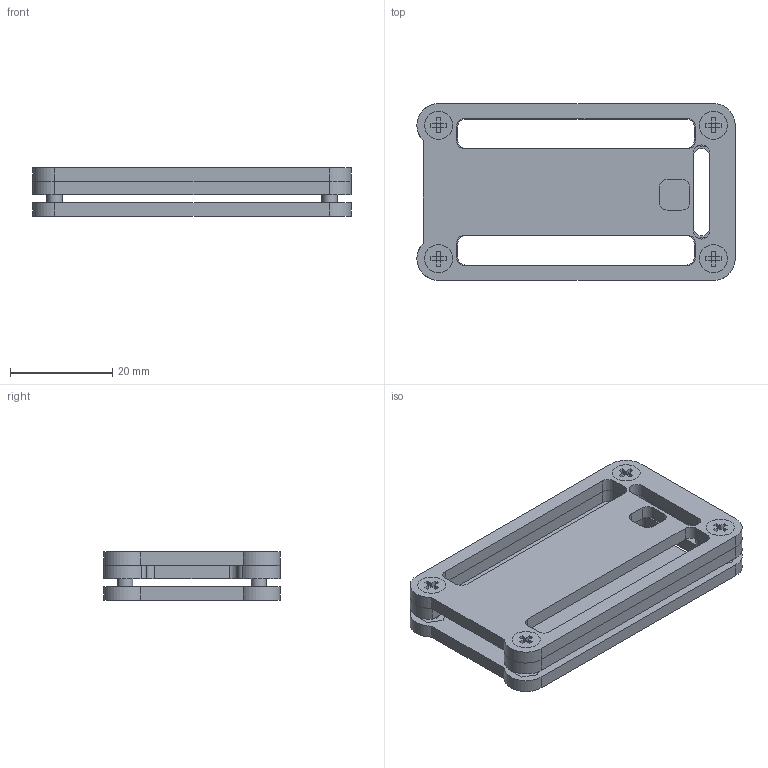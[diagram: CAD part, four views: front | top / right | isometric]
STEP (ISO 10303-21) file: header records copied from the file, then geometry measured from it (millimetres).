
FILE_DESCRIPTION(('FreeCAD Model'),'2;1');
FILE_NAME('case.step', '2020-07-26T23:30:47',('Author'),(''), 'Open CASCADE STEP processor 7.3','FreeCAD','Unknown');
FILE_SCHEMA(('AUTOMOTIVE_DESIGN { 1 0 10303 214 1 1 1 1 }'));
Length unit declared in the file: millimetre
Products named in the file (11): Screw0; Nut0; Screw1; TopPanel; Nut1; Nut2; MiddlePanel; Screw2; Screw3; Nut3; BottomPanel
Bounding box: 62.28 x 34.61 x 9.46 mm (x, y, z)
Volume: 9291 mm3; surface area: 11373.6 mm2
Topology: 11 solids, 11 shells, 258 faces, 652 edges, 424 vertices
Faces by surface type: plane 146, cylinder 66, bspline 42, cone 4
Full cylindrical faces by diameter (mm): 3 x8, 3.175 x8, 5.5 x4
Entity records: 33267 total; most frequent: CARTESIAN_POINT 18812, DIRECTION 2058, LINE 1356, VECTOR 1356, ORIENTED_EDGE 1304, PCURVE 1304, DEFINITIONAL_REPRESENTATION 1304, EDGE_CURVE 652
